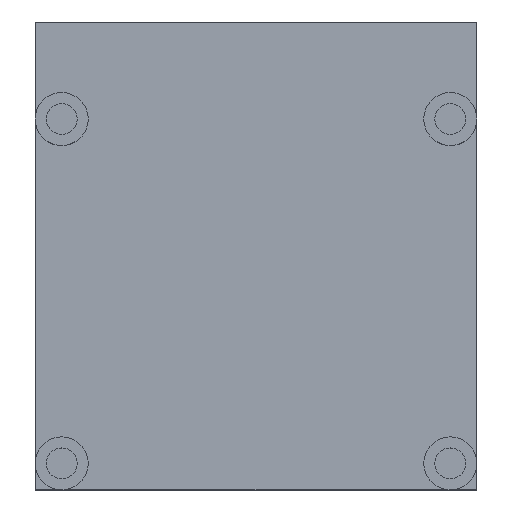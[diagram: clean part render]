
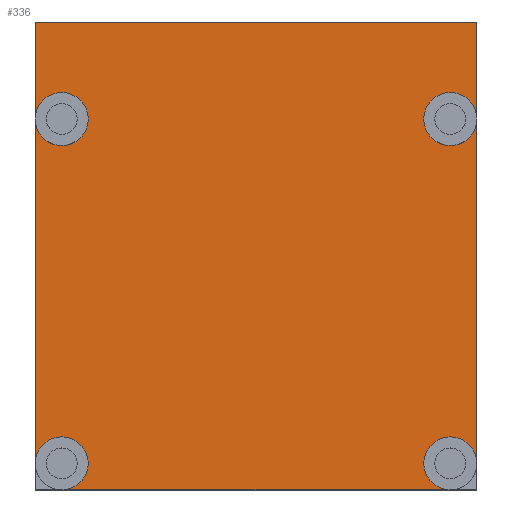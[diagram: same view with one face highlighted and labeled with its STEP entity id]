
A CAD part, top view. The second image highlights one B-rep face of the part: STEP entity #336.
In plain terms, the highlighted planar face has unit normal (0, 0, 1).
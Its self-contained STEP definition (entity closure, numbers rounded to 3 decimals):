
#20=PLANE('',#379);
#38=FACE_OUTER_BOUND('',#63,.T.);
#63=EDGE_LOOP('',(#244,#245,#246,#247,#248,#249,#250,#251,#252,#253,#254,
#255));
#89=LINE('',#549,#115);
#90=LINE('',#555,#116);
#91=LINE('',#560,#117);
#92=LINE('',#562,#118);
#93=LINE('',#564,#119);
#94=LINE('',#566,#120);
#115=VECTOR('',#437,10.);
#116=VECTOR('',#442,10.);
#117=VECTOR('',#447,10.);
#118=VECTOR('',#448,10.);
#119=VECTOR('',#449,10.);
#120=VECTOR('',#452,10.);
#143=CIRCLE('',#377,3.);
#144=CIRCLE('',#380,3.);
#145=CIRCLE('',#381,3.);
#146=CIRCLE('',#382,3.);
#147=CIRCLE('',#383,3.);
#148=CIRCLE('',#384,3.);
#162=VERTEX_POINT('',#541);
#163=VERTEX_POINT('',#543);
#164=VERTEX_POINT('',#548);
#165=VERTEX_POINT('',#550);
#166=VERTEX_POINT('',#552);
#167=VERTEX_POINT('',#554);
#168=VERTEX_POINT('',#556);
#169=VERTEX_POINT('',#559);
#170=VERTEX_POINT('',#561);
#171=VERTEX_POINT('',#563);
#193=EDGE_CURVE('',#162,#163,#143,.T.);
#194=EDGE_CURVE('',#164,#163,#89,.T.);
#195=EDGE_CURVE('',#164,#165,#144,.T.);
#196=EDGE_CURVE('',#165,#166,#145,.T.);
#197=EDGE_CURVE('',#167,#166,#90,.T.);
#198=EDGE_CURVE('',#167,#168,#146,.T.);
#199=EDGE_CURVE('',#168,#167,#147,.T.);
#200=EDGE_CURVE('',#169,#167,#91,.T.);
#201=EDGE_CURVE('',#170,#169,#92,.T.);
#202=EDGE_CURVE('',#171,#170,#93,.T.);
#203=EDGE_CURVE('',#171,#171,#148,.T.);
#204=EDGE_CURVE('',#162,#171,#94,.T.);
#244=ORIENTED_EDGE('',*,*,#193,.T.);
#245=ORIENTED_EDGE('',*,*,#194,.F.);
#246=ORIENTED_EDGE('',*,*,#195,.T.);
#247=ORIENTED_EDGE('',*,*,#196,.T.);
#248=ORIENTED_EDGE('',*,*,#197,.F.);
#249=ORIENTED_EDGE('',*,*,#198,.T.);
#250=ORIENTED_EDGE('',*,*,#199,.T.);
#251=ORIENTED_EDGE('',*,*,#200,.F.);
#252=ORIENTED_EDGE('',*,*,#201,.F.);
#253=ORIENTED_EDGE('',*,*,#202,.F.);
#254=ORIENTED_EDGE('',*,*,#203,.T.);
#255=ORIENTED_EDGE('',*,*,#204,.F.);
#336=ADVANCED_FACE('',(#38),#20,.T.);
#377=AXIS2_PLACEMENT_3D('',#545,#431,#432);
#379=AXIS2_PLACEMENT_3D('',#547,#435,#436);
#380=AXIS2_PLACEMENT_3D('',#551,#438,#439);
#381=AXIS2_PLACEMENT_3D('',#553,#440,#441);
#382=AXIS2_PLACEMENT_3D('',#557,#443,#444);
#383=AXIS2_PLACEMENT_3D('',#558,#445,#446);
#384=AXIS2_PLACEMENT_3D('',#565,#450,#451);
#431=DIRECTION('center_axis',(0.,0.,-1.));
#432=DIRECTION('ref_axis',(1.,0.,0.));
#435=DIRECTION('center_axis',(0.,0.,1.));
#436=DIRECTION('ref_axis',(1.,0.,0.));
#437=DIRECTION('',(-1.,0.,0.));
#438=DIRECTION('center_axis',(0.,0.,-1.));
#439=DIRECTION('ref_axis',(1.,0.,0.));
#440=DIRECTION('center_axis',(0.,0.,-1.));
#441=DIRECTION('ref_axis',(1.,0.,0.));
#442=DIRECTION('',(0.,-1.,0.));
#443=DIRECTION('center_axis',(0.,0.,-1.));
#444=DIRECTION('ref_axis',(1.,0.,0.));
#445=DIRECTION('center_axis',(0.,0.,-1.));
#446=DIRECTION('ref_axis',(1.,0.,0.));
#447=DIRECTION('',(0.,-1.,0.));
#448=DIRECTION('',(1.,0.,0.));
#449=DIRECTION('',(0.,1.,0.));
#450=DIRECTION('center_axis',(0.,0.,-1.));
#451=DIRECTION('ref_axis',(1.,0.,0.));
#452=DIRECTION('',(0.,1.,0.));
#541=CARTESIAN_POINT('',(-25.,-19.5,0.));
#543=CARTESIAN_POINT('',(-22.,-22.5,0.));
#545=CARTESIAN_POINT('Origin',(-22.,-19.5,0.));
#547=CARTESIAN_POINT('Origin',(0.,4.,0.));
#548=CARTESIAN_POINT('',(22.,-22.5,0.));
#549=CARTESIAN_POINT('',(25.,-22.5,0.));
#550=CARTESIAN_POINT('',(19.,-19.5,0.));
#551=CARTESIAN_POINT('Origin',(22.,-19.5,0.));
#552=CARTESIAN_POINT('',(25.,-19.5,0.));
#553=CARTESIAN_POINT('Origin',(22.,-19.5,0.));
#554=CARTESIAN_POINT('',(25.,19.5,0.));
#555=CARTESIAN_POINT('',(25.,30.5,0.));
#556=CARTESIAN_POINT('',(19.,19.5,0.));
#557=CARTESIAN_POINT('Origin',(22.,19.5,0.));
#558=CARTESIAN_POINT('Origin',(22.,19.5,0.));
#559=CARTESIAN_POINT('',(25.,30.5,0.));
#560=CARTESIAN_POINT('',(25.,30.5,0.));
#561=CARTESIAN_POINT('',(-25.,30.5,0.));
#562=CARTESIAN_POINT('',(-25.,30.5,0.));
#563=CARTESIAN_POINT('',(-25.,19.5,0.));
#564=CARTESIAN_POINT('',(-25.,-22.5,0.));
#565=CARTESIAN_POINT('Origin',(-22.,19.5,0.));
#566=CARTESIAN_POINT('',(-25.,-22.5,0.));
